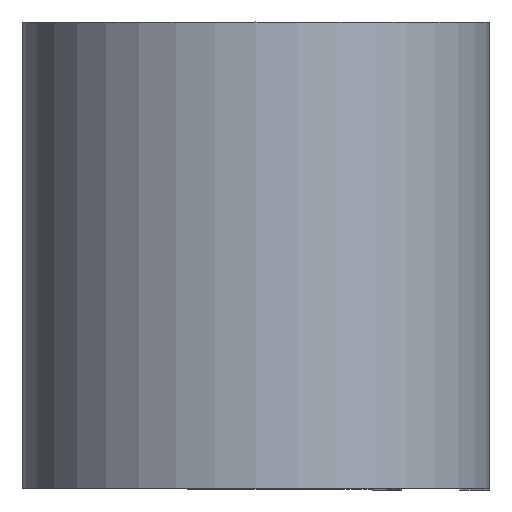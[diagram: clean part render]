
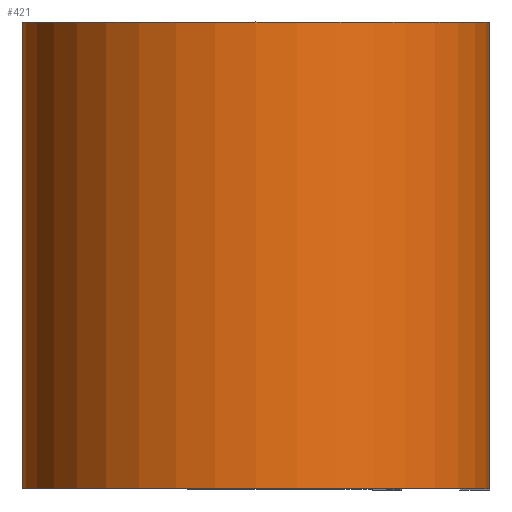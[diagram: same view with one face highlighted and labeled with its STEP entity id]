
A CAD part, top view. The second image highlights one B-rep face of the part: STEP entity #421.
In plain terms, the highlighted cylindrical face has radius 6.363 mm (diameter 12.725 mm), a partial arc.
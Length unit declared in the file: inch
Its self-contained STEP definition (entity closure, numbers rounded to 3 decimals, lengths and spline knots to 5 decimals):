
#16 = ORIENTED_EDGE ( 'NONE', *, *, #657, .T. ) ;
#33 = DIRECTION ( 'NONE',  ( 0., -1., 0. ) ) ;
#38 = VERTEX_POINT ( 'NONE', #701 ) ;
#86 = CARTESIAN_POINT ( 'NONE',  ( 0.2505, -0.25, 0. ) ) ;
#95 = DIRECTION ( 'NONE',  ( 0., 0., -1. ) ) ;
#113 = CARTESIAN_POINT ( 'NONE',  ( 0., -0.25, -0.2505 ) ) ;
#115 = DIRECTION ( 'NONE',  ( 0., 1., 0. ) ) ;
#130 = CYLINDRICAL_SURFACE ( 'NONE', #446, 0.2505 ) ;
#131 = ORIENTED_EDGE ( 'NONE', *, *, #566, .T. ) ;
#168 = EDGE_CURVE ( 'NONE', #430, #207, #688, .T. ) ;
#173 = CARTESIAN_POINT ( 'NONE',  ( 0., 0.25, -0.2505 ) ) ;
#207 = VERTEX_POINT ( 'NONE', #86 ) ;
#228 = DIRECTION ( 'NONE',  ( 0., -1., 0. ) ) ;
#243 = VECTOR ( 'NONE', #265, 39.37008 ) ;
#265 = DIRECTION ( 'NONE',  ( 0., -1., 0. ) ) ;
#277 = EDGE_LOOP ( 'NONE', ( #131, #726, #513, #16 ) ) ;
#293 = CIRCLE ( 'NONE', #321, 0.2505 ) ;
#319 = CARTESIAN_POINT ( 'NONE',  ( 0.2505, 0.25, 0. ) ) ;
#321 = AXIS2_PLACEMENT_3D ( 'NONE', #407, #115, #516 ) ;
#325 = CARTESIAN_POINT ( 'NONE',  ( 0.2505, 0.25, 0. ) ) ;
#329 = VECTOR ( 'NONE', #228, 39.37008 ) ;
#356 = CARTESIAN_POINT ( 'NONE',  ( 0., 0.25, 0. ) ) ;
#378 = DIRECTION ( 'NONE',  ( 0., 1., 0. ) ) ;
#392 = CARTESIAN_POINT ( 'NONE',  ( 0., 0.25, 0. ) ) ;
#407 = CARTESIAN_POINT ( 'NONE',  ( 0., -0.25, 0. ) ) ;
#421 = ADVANCED_FACE ( 'NONE', ( #582 ), #130, .T. ) ;
#422 = AXIS2_PLACEMENT_3D ( 'NONE', #356, #378, #686 ) ;
#430 = VERTEX_POINT ( 'NONE', #319 ) ;
#446 = AXIS2_PLACEMENT_3D ( 'NONE', #392, #33, #95 ) ;
#469 = VERTEX_POINT ( 'NONE', #113 ) ;
#478 = LINE ( 'NONE', #173, #329 ) ;
#490 = EDGE_CURVE ( 'NONE', #38, #430, #694, .T. ) ;
#513 = ORIENTED_EDGE ( 'NONE', *, *, #490, .F. ) ;
#516 = DIRECTION ( 'NONE',  ( 1., 0., 0. ) ) ;
#566 = EDGE_CURVE ( 'NONE', #469, #207, #293, .T. ) ;
#582 = FACE_OUTER_BOUND ( 'NONE', #277, .T. ) ;
#657 = EDGE_CURVE ( 'NONE', #38, #469, #478, .T. ) ;
#686 = DIRECTION ( 'NONE',  ( 1., 0., 0. ) ) ;
#688 = LINE ( 'NONE', #325, #243 ) ;
#694 = CIRCLE ( 'NONE', #422, 0.2505 ) ;
#701 = CARTESIAN_POINT ( 'NONE',  ( 0., 0.25, -0.2505 ) ) ;
#726 = ORIENTED_EDGE ( 'NONE', *, *, #168, .F. ) ;
